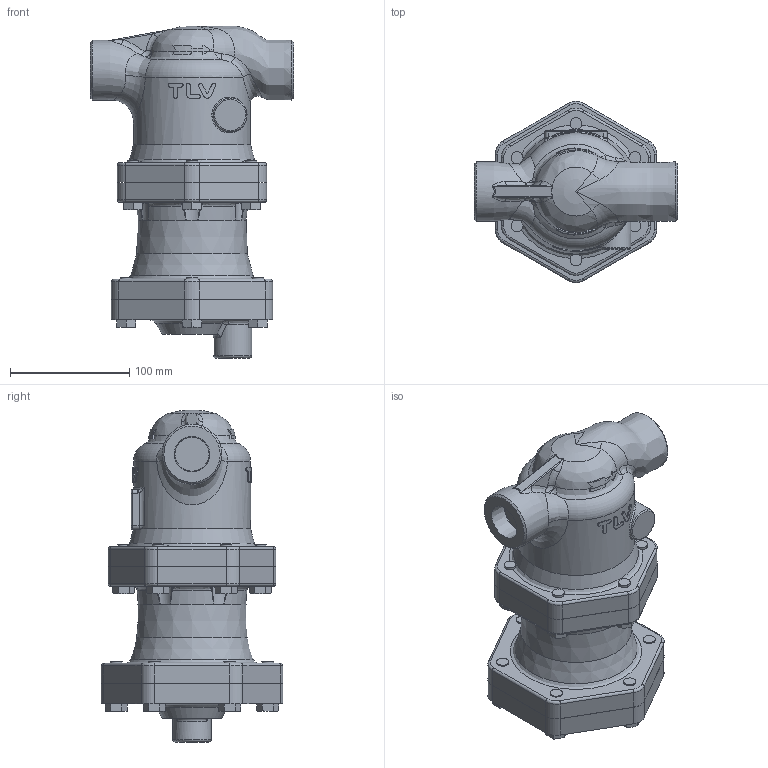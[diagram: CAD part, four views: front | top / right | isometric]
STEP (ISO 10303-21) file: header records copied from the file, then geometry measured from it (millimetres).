
FILE_DESCRIPTION((''),'2;1');
FILE_NAME('dc3a0-025-screw-00.stp','2010-06-18T15:32:29',('nakaot'),(''),'Autodesk Inventor 2008','Autodesk Inventor 2008','');
FILE_SCHEMA(('AUTOMOTIVE_DESIGN { 1 0 10303 214 1 1 1 1 }'));
Length unit declared in the file: millimetre
Products named in the file (1): dc3a0-025-screw-00
Bounding box: 170 x 152.01 x 278 mm (x, y, z)
Volume: 2395590.3 mm3; surface area: 180224.3 mm2
Topology: 1 solids, 1 shells, 534 faces, 1308 edges, 802 vertices
Faces by surface type: plane 186, bspline 171, cylinder 95, cone 53, torus 28, sphere 1
Full cylindrical faces by diameter (mm): 10 x18, 28.575 x1, 32 x1, 90 x1, 98 x1, 100 x1
Entity records: 59306 total; most frequent: CARTESIAN_POINT 48224, ORIENTED_EDGE 2466, DIRECTION 1934, EDGE_CURVE 1233, VERTEX_POINT 787, AXIS2_PLACEMENT_3D 770, EDGE_LOOP 644, FACE_OUTER_BOUND 534
